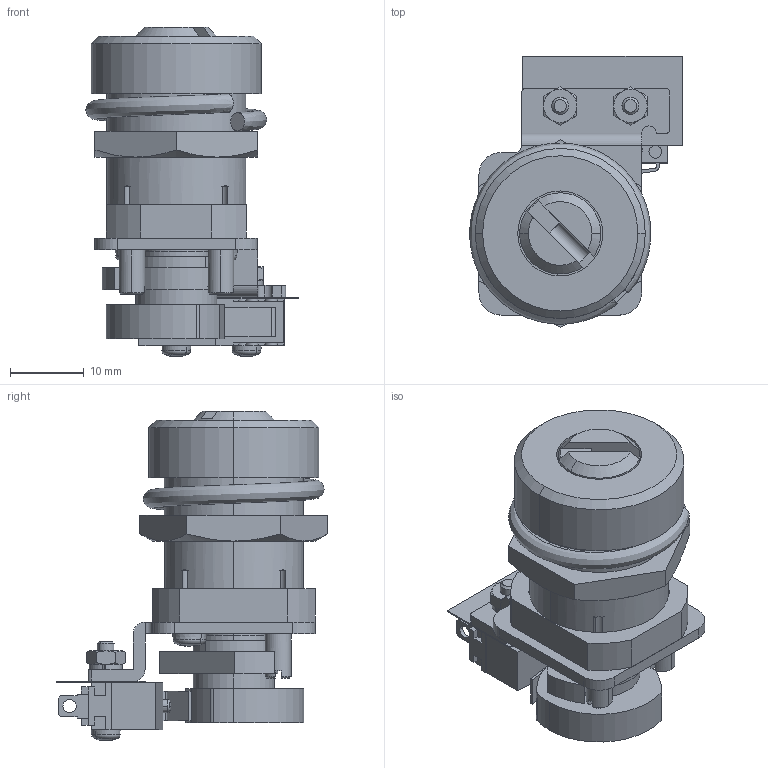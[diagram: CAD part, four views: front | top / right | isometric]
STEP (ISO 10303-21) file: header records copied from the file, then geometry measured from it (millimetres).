
FILE_DESCRIPTION (( 'STEP AP203' ), '1' );
FILE_NAME ('S-388-90-E-1.STEP', '2019-07-22T02:07:08', ( '' ), ( '' ), 'SwSTEP 2.0', 'SolidWorks 2014', '' );
FILE_SCHEMA (( 'CONFIG_CONTROL_DESIGN' ));
Length unit declared in the file: millimetre
Products named in the file (18): S-388-90-E-1_ストッパーピン_; S-388-90-E-1_120亱僇儉_; S-388-90-E-1_十字穴付小ねじ_内径基準ver1.02__M3x10十字穴付なべ小ねじ(鉄)ダブルセムス(P3); S-388-90-E-1_六角ナット_M2.3_; S-388-90-E-1_マイクロスイッチAssy_.SLDPRT; S-388-90-E-1_ローター_; S-388-90-E-1_ストッパーカム_; S-388-90-E-1_ハウジング_; S-388-90-E-1_マイクロスイッチ_; S-388-90-E-1_十字穴付小ねじ_内径基準ver1.02__M2.6x6十字穴付なべ小ねじ(鉄); S-388-90-E-1_十字穴付なべ小ねじ_M2.3_; S-388-90-E-1_スプリングワッシャー_M2.3_; S-388-90-E-1_リングワッシャー_; S-388-90-E-1_化粧リング_; S-388-90-E-1_六角ナット_M19_; S-388-90-E-1_インシュレータ_; S-388-90-E-1; S-388-90-E-1_取付け板_
Assembly tree (22 placements, depth 3):
  S-388-90-E-1
    S-388-90-E-1_ハウジング_
    S-388-90-E-1_六角ナット_M19_
    S-388-90-E-1_六角ナット_M2.3_  x2
    S-388-90-E-1_十字穴付なべ小ねじ_M2.3_  x2
    S-388-90-E-1_取付け板_
    S-388-90-E-1_ローター_
    S-388-90-E-1_リングワッシャー_
    S-388-90-E-1_マイクロスイッチAssy_.SLDPRT
      S-388-90-E-1_120亱僇儉_
      S-388-90-E-1_マイクロスイッチ_
      S-388-90-E-1_インシュレータ_
    S-388-90-E-1_スプリングワッシャー_M2.3_  x2
    S-388-90-E-1_ストッパーピン_  x2
    S-388-90-E-1_ストッパーカム_
    S-388-90-E-1_化粧リング_
    S-388-90-E-1_十字穴付小ねじ_内径基準ver1.02__M3x10十字穴付なべ小ねじ(鉄)ダブルセムス(P3)
    S-388-90-E-1_十字穴付小ねじ_内径基準ver1.02__M2.6x6十字穴付なべ小ねじ(鉄)  x2
Bounding box: 28.74 x 36.7 x 44.54 mm (x, y, z)
Volume: 13945.2 mm3; surface area: 13363.6 mm2
Topology: 21 solids, 21 shells, 635 faces, 1632 edges, 1053 vertices
Faces by surface type: plane 354, cylinder 167, cone 88, torus 12, sphere 12, bspline 2
Entity records: 18681 total; most frequent: CARTESIAN_POINT 3500, DIRECTION 2793, ORIENTED_EDGE 2708, EDGE_CURVE 1354, AXIS2_PLACEMENT_3D 981, VERTEX_POINT 882, LINE 831, VECTOR 831
